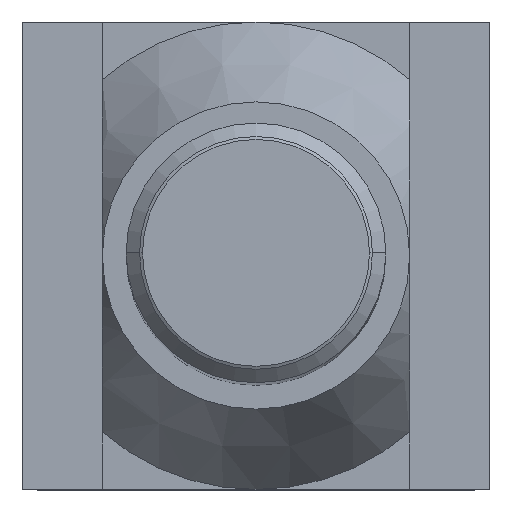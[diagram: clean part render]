
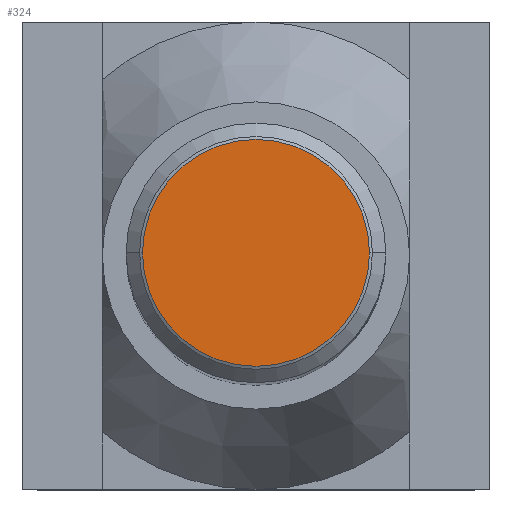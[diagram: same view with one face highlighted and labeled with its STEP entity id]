
A CAD part, top view. The second image highlights one B-rep face of the part: STEP entity #324.
In plain terms, the highlighted planar face has unit normal (0, 0, 1).
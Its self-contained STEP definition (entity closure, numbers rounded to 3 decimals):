
#218=EDGE_CURVE('',#250,#294,#480,.T.);
#250=VERTEX_POINT('',#517);
#294=VERTEX_POINT('',#563);
#324=ADVANCED_FACE('',(#598),#599,.T.);
#354=EDGE_CURVE('',#294,#250,#632,.T.);
#480=CIRCLE('',#802,13.105);
#517=CARTESIAN_POINT('',(13.105,0.,200.0));
#563=CARTESIAN_POINT('',(-13.105,0.,200.0));
#598=FACE_OUTER_BOUND('',#964,.T.);
#599=PLANE('',#965);
#632=CIRCLE('',#1017,13.105);
#802=AXIS2_PLACEMENT_3D('',#1141,#1142,#1143);
#964=EDGE_LOOP('',(#1279,#1280));
#965=AXIS2_PLACEMENT_3D('',#1281,#1282,#1283);
#1017=AXIS2_PLACEMENT_3D('',#1324,#1325,#1326);
#1141=CARTESIAN_POINT('',(0.0,0.,200.0));
#1142=DIRECTION('',(0.0,-0.0,1.0));
#1143=DIRECTION('',(1.0,0.,0.0));
#1279=ORIENTED_EDGE('',*,*,#218,.T.);
#1280=ORIENTED_EDGE('',*,*,#354,.T.);
#1281=CARTESIAN_POINT('',(-6.625,0.,200.0));
#1282=DIRECTION('',(0.0,0.0,1.0));
#1283=DIRECTION('',(-1.0,0.,0.0));
#1324=CARTESIAN_POINT('',(0.0,0.,200.0));
#1325=DIRECTION('',(0.0,-0.0,1.0));
#1326=DIRECTION('',(1.0,0.,0.0));
